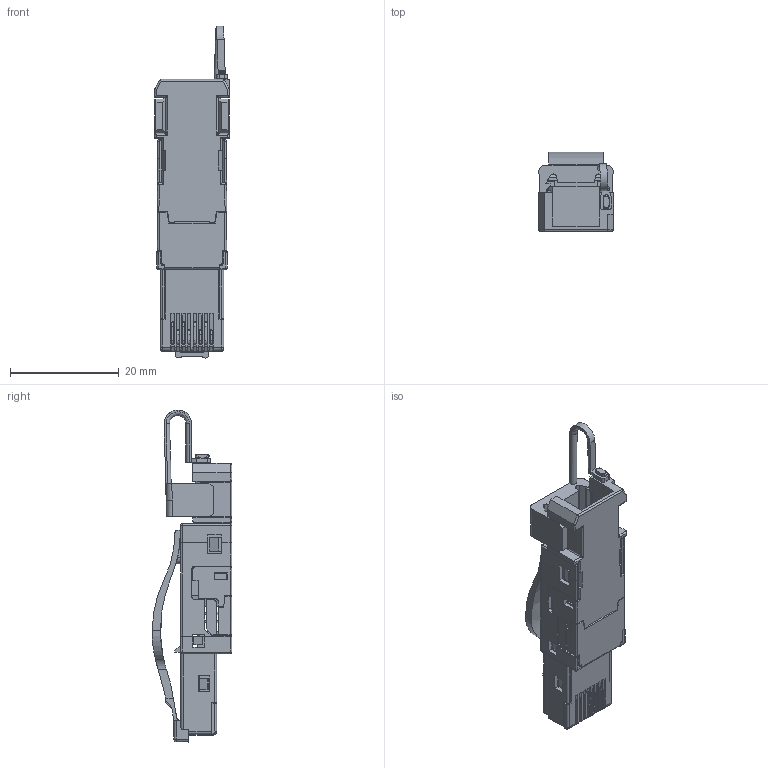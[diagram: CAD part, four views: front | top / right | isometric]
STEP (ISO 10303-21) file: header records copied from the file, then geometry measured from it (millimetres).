
FILE_DESCRIPTION(('CATIA V5 STEP Exchange','CAx-IF Rec.Pracs.--- Model Styling and Organization---1.4--- 2014-01-23'),'2;1');
FILE_NAME ('1167664-2_0_2703730000_2703730000.stp','2022-02-17T14:22:54+00:00',('none'),('Weidmueller'),'CATIA Version 5-6 Release 2016 SP3 HF44','CATIA V5 STEP AP214','none');
FILE_SCHEMA(('AUTOMOTIVE_DESIGN { 1 0 10303 214 1 1 1 1 }'));
Products named in the file (1): 2703730000
Bounding box: 13.7 x 14.66 x 61.16 mm (x, y, z)
Volume: 3604.8 mm3; surface area: 6536.1 mm2
Topology: 21 solids, 21 shells, 1441 faces, 4089 edges, 2652 vertices
Faces by surface type: plane 998, cylinder 403, sphere 12, torus 12, bspline 9, cone 5, extrusion 2
Entity records: 50215 total; most frequent: CARTESIAN_POINT 14030, ORIENTED_EDGE 8154, DIRECTION 6360, EDGE_CURVE 4077, VECTOR 3203, LINE 3201, VERTEX_POINT 2652, AXIS2_PLACEMENT_3D 1735
